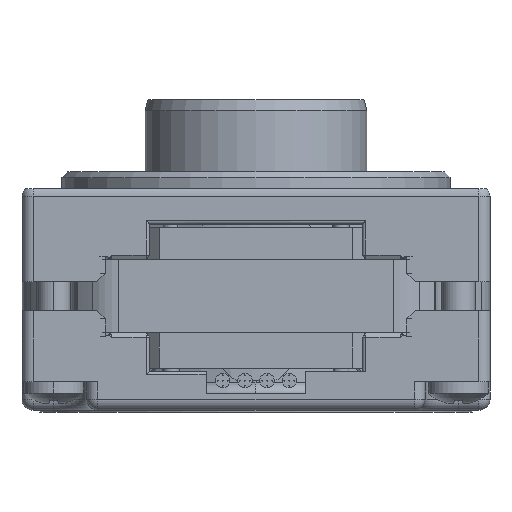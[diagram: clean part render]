
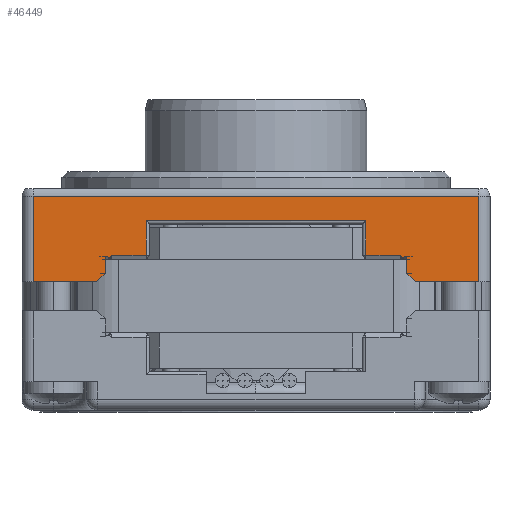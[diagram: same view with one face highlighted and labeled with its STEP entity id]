
A CAD part, front view. The second image highlights one B-rep face of the part: STEP entity #46449.
In plain terms, the highlighted face is planar.
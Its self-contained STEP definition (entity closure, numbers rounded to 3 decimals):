
#42631=DIRECTION('',(0.,0.,-1.));
#42632=VECTOR('',#42631,1.55);
#42633=CARTESIAN_POINT('',(21.1,13.594,7.95));
#42634=LINE('',#42633,#42632);
#42695=DIRECTION('',(0.,1.,0.));
#42696=VECTOR('',#42695,19.777);
#42697=CARTESIAN_POINT('',(21.1,-9.888,3.2));
#42698=LINE('',#42697,#42696);
#42699=DIRECTION('',(0.,1.,0.));
#42700=VECTOR('',#42699,3.143);
#42701=CARTESIAN_POINT('',(21.1,9.888,6.3));
#42702=LINE('',#42701,#42700);
#42703=CARTESIAN_POINT('',(21.1,13.032,6.573));
#42704=CARTESIAN_POINT('',(21.1,13.125,6.545));
#42705=CARTESIAN_POINT('',(21.1,13.312,6.488));
#42706=CARTESIAN_POINT('',(21.1,13.5,6.429));
#42707=CARTESIAN_POINT('',(21.1,13.594,6.4));
#42709=CARTESIAN_POINT('',(21.1,13.594,7.95));
#42710=CARTESIAN_POINT('',(21.1,13.681,8.031));
#42711=CARTESIAN_POINT('',(21.1,13.854,8.195));
#42712=CARTESIAN_POINT('',(21.1,14.115,8.445));
#42713=CARTESIAN_POINT('',(21.1,14.29,8.614));
#42714=CARTESIAN_POINT('',(21.1,14.378,8.7));
#42716=DIRECTION('',(0.,0.,1.));
#42717=VECTOR('',#42716,7.7);
#42718=CARTESIAN_POINT('',(21.1,20.1,1.));
#42719=LINE('',#42718,#42717);
#42720=DIRECTION('',(0.,-1.,0.));
#42721=VECTOR('',#42720,40.2);
#42722=CARTESIAN_POINT('',(21.1,20.1,1.));
#42723=LINE('',#42722,#42721);
#42724=DIRECTION('',(0.,0.,1.));
#42725=VECTOR('',#42724,7.7);
#42726=CARTESIAN_POINT('',(21.1,-20.1,1.));
#42727=LINE('',#42726,#42725);
#42728=CARTESIAN_POINT('',(21.1,-14.378,8.7));
#42729=CARTESIAN_POINT('',(21.1,-14.29,8.614));
#42730=CARTESIAN_POINT('',(21.1,-14.115,8.445));
#42731=CARTESIAN_POINT('',(21.1,-13.854,8.195));
#42732=CARTESIAN_POINT('',(21.1,-13.681,8.031));
#42733=CARTESIAN_POINT('',(21.1,-13.594,7.95));
#42735=CARTESIAN_POINT('',(21.1,-13.594,6.4));
#42736=CARTESIAN_POINT('',(21.1,-13.5,6.429));
#42737=CARTESIAN_POINT('',(21.1,-13.312,6.488));
#42738=CARTESIAN_POINT('',(21.1,-13.125,6.545));
#42739=CARTESIAN_POINT('',(21.1,-13.032,6.573));
#42741=DIRECTION('',(0.,1.,0.));
#42742=VECTOR('',#42741,3.143);
#42743=CARTESIAN_POINT('',(21.1,-13.032,6.3));
#42744=LINE('',#42743,#42742);
#42768=DIRECTION('',(0.,0.,1.));
#42769=VECTOR('',#42768,3.1);
#42770=CARTESIAN_POINT('',(21.1,-9.888,3.2));
#42771=LINE('',#42770,#42769);
#43105=DIRECTION('',(0.,0.,-1.));
#43106=VECTOR('',#43105,0.273);
#43107=CARTESIAN_POINT('',(21.1,13.032,6.573));
#43108=LINE('',#43107,#43106);
#43146=DIRECTION('',(0.,0.,-1.));
#43147=VECTOR('',#43146,3.1);
#43148=CARTESIAN_POINT('',(21.1,9.888,6.3));
#43149=LINE('',#43148,#43147);
#43991=DIRECTION('',(0.,0.,1.));
#43992=VECTOR('',#43991,0.273);
#43993=CARTESIAN_POINT('',(21.1,-13.032,6.3));
#43994=LINE('',#43993,#43992);
#44074=DIRECTION('',(0.,0.,1.));
#44075=VECTOR('',#44074,1.55);
#44076=CARTESIAN_POINT('',(21.1,-13.594,6.4));
#44077=LINE('',#44076,#44075);
#44226=DIRECTION('',(0.,1.,0.));
#44227=VECTOR('',#44226,5.722);
#44228=CARTESIAN_POINT('',(21.1,14.378,8.7));
#44229=LINE('',#44228,#44227);
#44286=DIRECTION('',(0.,1.,0.));
#44287=VECTOR('',#44286,5.722);
#44288=CARTESIAN_POINT('',(21.1,-20.1,8.7));
#44289=LINE('',#44288,#44287);
#45611=CARTESIAN_POINT('',(21.1,20.1,1.));
#45612=CARTESIAN_POINT('',(21.1,-20.1,1.));
#45613=VERTEX_POINT('',#45611);
#45614=VERTEX_POINT('',#45612);
#45636=CARTESIAN_POINT('',(21.1,-20.1,8.7));
#45638=VERTEX_POINT('',#45636);
#45639=CARTESIAN_POINT('',(21.1,20.1,8.7));
#45641=VERTEX_POINT('',#45639);
#45847=CARTESIAN_POINT('',(21.1,-9.888,6.3));
#45848=VERTEX_POINT('',#45847);
#45849=CARTESIAN_POINT('',(21.1,9.888,6.3));
#45850=CARTESIAN_POINT('',(21.1,13.032,6.3));
#45851=VERTEX_POINT('',#45849);
#45852=VERTEX_POINT('',#45850);
#45897=CARTESIAN_POINT('',(21.1,-13.032,6.3));
#45898=VERTEX_POINT('',#45897);
#45939=VERTEX_POINT('',#42703);
#45940=VERTEX_POINT('',#42707);
#45941=VERTEX_POINT('',#42709);
#45942=VERTEX_POINT('',#42714);
#45943=VERTEX_POINT('',#42735);
#45944=VERTEX_POINT('',#42739);
#45945=VERTEX_POINT('',#42728);
#45946=VERTEX_POINT('',#42733);
#46147=CARTESIAN_POINT('',(21.1,-9.888,3.2));
#46148=CARTESIAN_POINT('',(21.1,9.888,3.2));
#46149=VERTEX_POINT('',#46147);
#46150=VERTEX_POINT('',#46148);
#46407=CARTESIAN_POINT('',(21.1,-21.1,0.));
#46408=DIRECTION('',(1.,0.,0.));
#46409=DIRECTION('',(0.,1.,0.));
#46410=AXIS2_PLACEMENT_3D('',#46407,#46408,#46409);
#46411=PLANE('',#46410);
#46413=ORIENTED_EDGE('',*,*,#46412,.T.);
#46415=ORIENTED_EDGE('',*,*,#46414,.F.);
#46417=ORIENTED_EDGE('',*,*,#46416,.T.);
#46419=ORIENTED_EDGE('',*,*,#46418,.F.);
#46421=ORIENTED_EDGE('',*,*,#46420,.T.);
#46422=ORIENTED_EDGE('',*,*,#46336,.F.);
#46424=ORIENTED_EDGE('',*,*,#46423,.T.);
#46426=ORIENTED_EDGE('',*,*,#46425,.T.);
#46428=ORIENTED_EDGE('',*,*,#46427,.F.);
#46430=ORIENTED_EDGE('',*,*,#46429,.T.);
#46432=ORIENTED_EDGE('',*,*,#46431,.T.);
#46434=ORIENTED_EDGE('',*,*,#46433,.T.);
#46436=ORIENTED_EDGE('',*,*,#46435,.T.);
#46438=ORIENTED_EDGE('',*,*,#46437,.F.);
#46440=ORIENTED_EDGE('',*,*,#46439,.T.);
#46442=ORIENTED_EDGE('',*,*,#46441,.F.);
#46444=ORIENTED_EDGE('',*,*,#46443,.T.);
#46446=ORIENTED_EDGE('',*,*,#46445,.F.);
#46447=EDGE_LOOP('',(#46413,#46415,#46417,#46419,#46421,#46422,#46424,#46426,
#46428,#46430,#46432,#46434,#46436,#46438,#46440,#46442,#46444,#46446));
#46448=FACE_OUTER_BOUND('',#46447,.F.);
#46449=ADVANCED_FACE('',(#46448),#46411,.T.);
#42708=B_SPLINE_CURVE_WITH_KNOTS('',3,(#42703,#42704,#42705,#42706,#42707),
.UNSPECIFIED.,.F.,.F.,(4,1,4),(0.,0.5,1.),.UNSPECIFIED.);
#42715=B_SPLINE_CURVE_WITH_KNOTS('',3,(#42709,#42710,#42711,#42712,#42713,
#42714),.UNSPECIFIED.,.F.,.F.,(4,1,1,4),(0.,0.333,
0.667,1.),.UNSPECIFIED.);
#42734=B_SPLINE_CURVE_WITH_KNOTS('',3,(#42728,#42729,#42730,#42731,#42732,
#42733),.UNSPECIFIED.,.F.,.F.,(4,1,1,4),(0.,0.333,
0.667,1.),.UNSPECIFIED.);
#42740=B_SPLINE_CURVE_WITH_KNOTS('',3,(#42735,#42736,#42737,#42738,#42739),
.UNSPECIFIED.,.F.,.F.,(4,1,4),(0.,0.5,1.),.UNSPECIFIED.);
#46336=EDGE_CURVE('',#45941,#45940,#42634,.T.);
#46412=EDGE_CURVE('',#46149,#46150,#42698,.T.);
#46414=EDGE_CURVE('',#45851,#46150,#43149,.T.);
#46416=EDGE_CURVE('',#45851,#45852,#42702,.T.);
#46418=EDGE_CURVE('',#45939,#45852,#43108,.T.);
#46420=EDGE_CURVE('',#45939,#45940,#42708,.T.);
#46423=EDGE_CURVE('',#45941,#45942,#42715,.T.);
#46425=EDGE_CURVE('',#45942,#45641,#44229,.T.);
#46427=EDGE_CURVE('',#45613,#45641,#42719,.T.);
#46429=EDGE_CURVE('',#45613,#45614,#42723,.T.);
#46431=EDGE_CURVE('',#45614,#45638,#42727,.T.);
#46433=EDGE_CURVE('',#45638,#45945,#44289,.T.);
#46435=EDGE_CURVE('',#45945,#45946,#42734,.T.);
#46437=EDGE_CURVE('',#45943,#45946,#44077,.T.);
#46439=EDGE_CURVE('',#45943,#45944,#42740,.T.);
#46441=EDGE_CURVE('',#45898,#45944,#43994,.T.);
#46443=EDGE_CURVE('',#45898,#45848,#42744,.T.);
#46445=EDGE_CURVE('',#46149,#45848,#42771,.T.);
